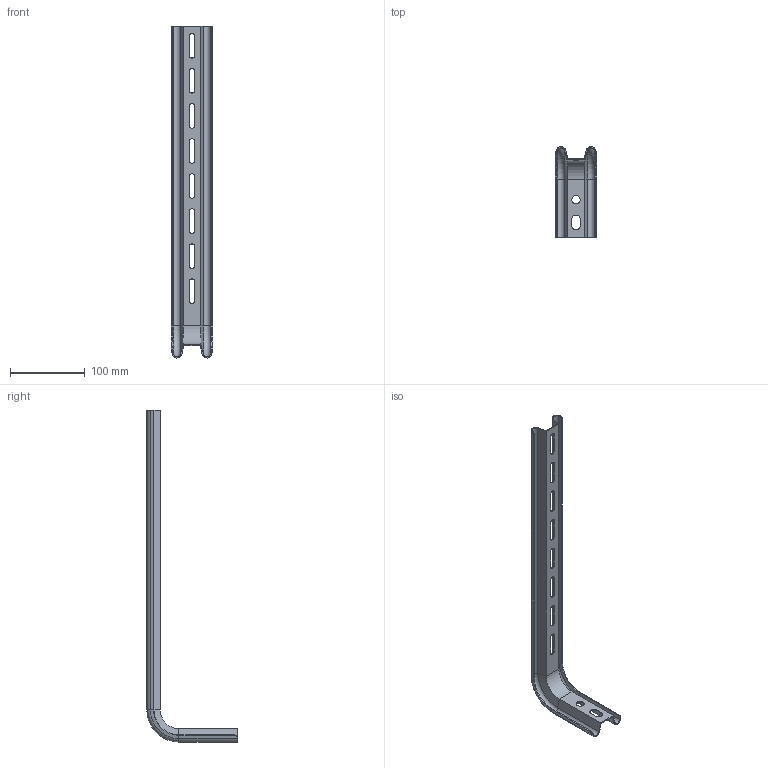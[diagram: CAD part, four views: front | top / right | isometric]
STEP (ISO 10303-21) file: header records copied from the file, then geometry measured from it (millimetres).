
FILE_DESCRIPTION (( 'STEP AP203' ), '1' );
FILE_NAME ('CLW10-VÑ-400_Êîíñîëü VÑ 400.STEP', '2016-04-13T12:09:15', ( '' ), ( '' ), 'SwSTEP 2.0', 'SolidWorks 2014', '' );
FILE_SCHEMA (( 'CONFIG_CONTROL_DESIGN' ));
Length unit declared in the file: millimetre
Products named in the file (1): CLW10-VÑ-400_Êîíñîëü VÑ 400
Bounding box: 55 x 120.98 x 444.98 mm (x, y, z)
Volume: 66507.9 mm3; surface area: 91548.3 mm2
Topology: 1 solids, 1 shells, 91 faces, 235 edges, 146 vertices
Faces by surface type: plane 44, cylinder 33, cone 10, torus 4
Full cylindrical faces by diameter (mm): 11 x1
Entity records: 2863 total; most frequent: DIRECTION 496, CARTESIAN_POINT 472, ORIENTED_EDGE 468, EDGE_CURVE 234, AXIS2_PLACEMENT_3D 170, LINE 156, VECTOR 156, VERTEX_POINT 146
